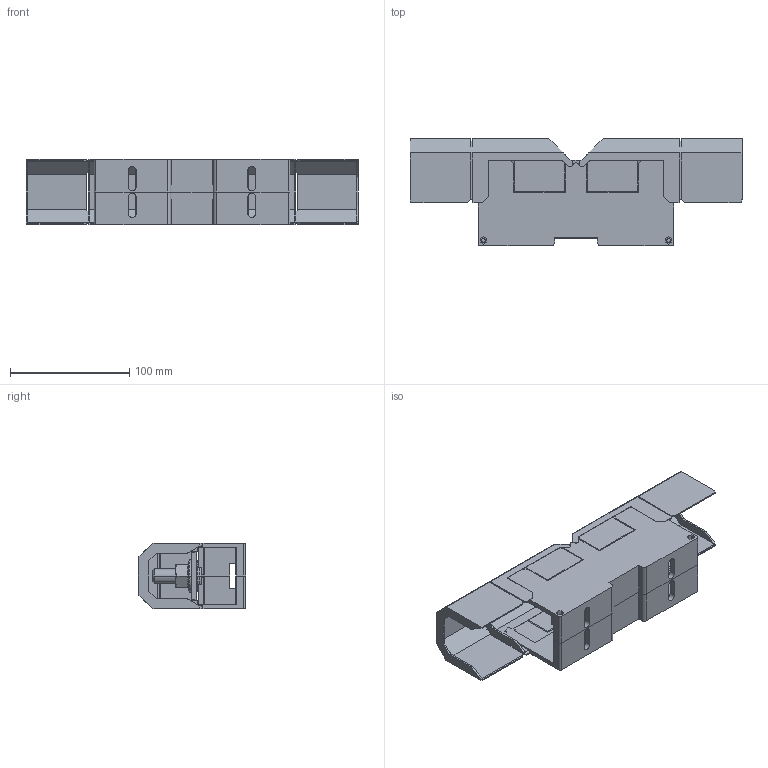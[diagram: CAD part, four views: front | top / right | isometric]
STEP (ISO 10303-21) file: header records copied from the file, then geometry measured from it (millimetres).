
FILE_DESCRIPTION((''),'2;1');
FILE_NAME('HSKG1850_STEP_KPL_ASM','2013-10-25T',('Martin Stollburges'),(''),'PRO/ENGINEER BY PARAMETRIC TECHNOLOGY CORPORATION, 2013130','PRO/ENGINEER BY PARAMETRIC TECHNOLOGY CORPORATION, 2013130','');
FILE_SCHEMA(('CONFIG_CONTROL_DESIGN'));
Length unit declared in the file: millimetre
Products named in the file (7): HSK1850_3000_SKEL; HSKG1850_STS; SM120X365_RI; COMBY_M12-C; HSKG1850_3000_ISO_STEP; HSKG1850_3000_ADH_STEP; HSKG1850_STEP_KPL_ASM
Assembly tree (10 placements, depth 2):
  HSKG1850_STEP_KPL_ASM
    HSK1850_3000_SKEL
    HSKG1850_STS
    SM120X365_RI  x2
    COMBY_M12-C  x2
    HSKG1850_3000_ISO_STEP  x2
    HSKG1850_3000_ADH_STEP  x2
Bounding box: 278 x 90 x 55 mm (x, y, z)
Volume: 329546.5 mm3; surface area: 167341.3 mm2
Topology: 11 solids, 11 shells, 1620 faces, 4678 edges, 3086 vertices
Faces by surface type: plane 1118, cylinder 360, cone 124, torus 14, sphere 4
Entity records: 27569 total; most frequent: CARTESIAN_POINT 6214, ORIENTED_EDGE 4698, DIRECTION 4087, EDGE_CURVE 2349, VECTOR 1627, LINE 1627, VERTEX_POINT 1551, AXIS2_PLACEMENT_3D 1230
